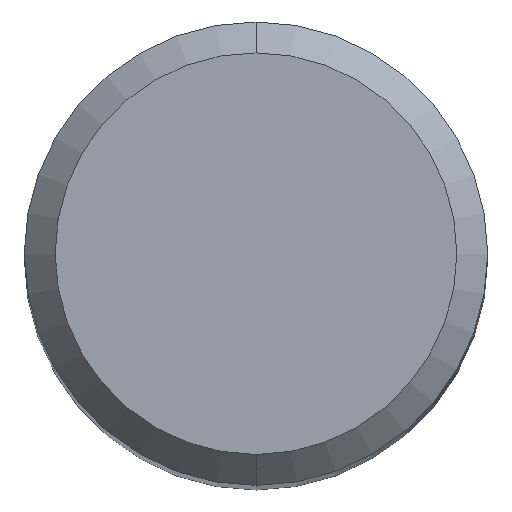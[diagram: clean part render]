
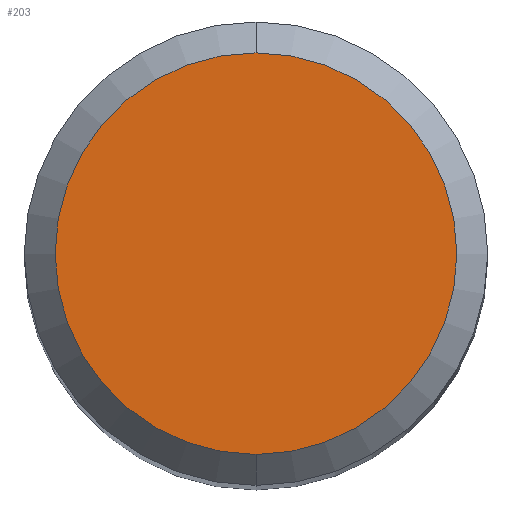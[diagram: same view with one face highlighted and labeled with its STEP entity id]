
A CAD part, top view. The second image highlights one B-rep face of the part: STEP entity #203.
In plain terms, the highlighted planar face has unit normal (0, 0, 1).
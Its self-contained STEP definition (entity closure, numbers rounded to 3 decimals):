
#115=VERTEX_POINT('',#269);
#153=EDGE_CURVE('',#163,#115,#312,.T.);
#163=VERTEX_POINT('',#323);
#177=EDGE_CURVE('',#115,#163,#339,.T.);
#203=ADVANCED_FACE('',(#367),#368,.T.);
#269=CARTESIAN_POINT('',(0.0,2.6,0.0));
#312=CIRCLE('',#489,2.6);
#323=CARTESIAN_POINT('',(0.,-2.6,0.0));
#339=CIRCLE('',#523,2.6);
#367=FACE_OUTER_BOUND('',#562,.T.);
#368=PLANE('',#563);
#489=AXIS2_PLACEMENT_3D('',#688,#689,#690);
#523=AXIS2_PLACEMENT_3D('',#718,#719,#720);
#562=EDGE_LOOP('',(#760,#761));
#563=AXIS2_PLACEMENT_3D('',#762,#763,#764);
#688=CARTESIAN_POINT('',(0.0,0.0,0.0));
#689=DIRECTION('',(0.0,0.0,-1.0));
#690=DIRECTION('',(0.0,1.0,0.0));
#718=CARTESIAN_POINT('',(0.0,0.0,0.0));
#719=DIRECTION('',(0.0,0.0,-1.0));
#720=DIRECTION('',(0.0,1.0,0.0));
#760=ORIENTED_EDGE('',*,*,#177,.F.);
#761=ORIENTED_EDGE('',*,*,#153,.F.);
#762=CARTESIAN_POINT('',(0.0,1.3,0.0));
#763=DIRECTION('',(-0.0,0.0,1.0));
#764=DIRECTION('',(0.0,-1.0,0.0));
